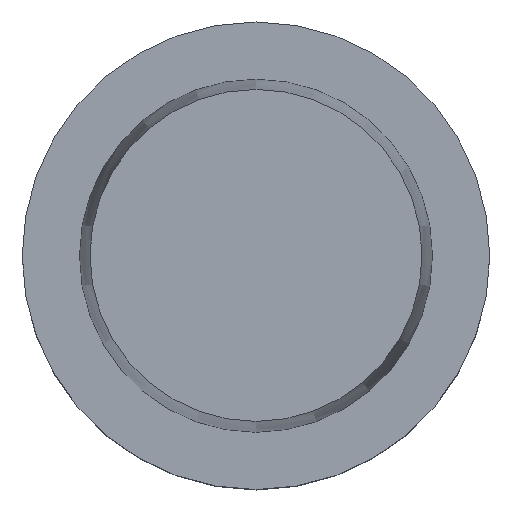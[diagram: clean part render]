
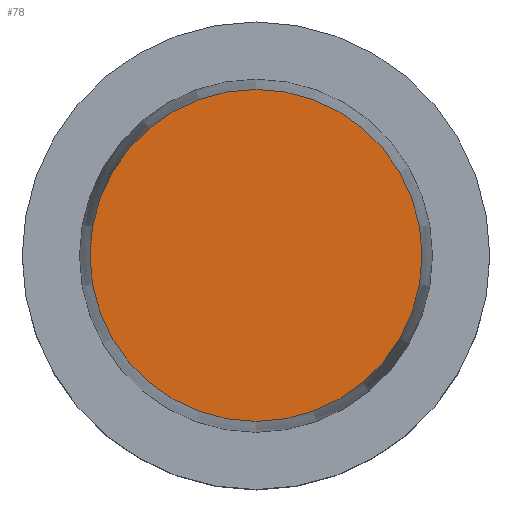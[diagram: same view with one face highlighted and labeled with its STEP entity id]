
A CAD part, top view. The second image highlights one B-rep face of the part: STEP entity #78.
In plain terms, the highlighted planar face has unit normal (0, 0, 1).
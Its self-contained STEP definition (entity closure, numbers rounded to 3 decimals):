
#78=ADVANCED_FACE('',(#103),#104,.T.);
#103=FACE_OUTER_BOUND('',#158,.T.);
#104=PLANE('',#159);
#158=EDGE_LOOP('',(#219));
#159=AXIS2_PLACEMENT_3D('',#220,#221,#222);
#219=ORIENTED_EDGE('',*,*,#301,.F.);
#220=CARTESIAN_POINT('',(0.,7.1,20.0));
#221=DIRECTION('',(0.,0.,1.0));
#222=DIRECTION('',(0.,-1.0,0.));
#301=EDGE_CURVE('',#322,#322,#323,.T.);
#322=VERTEX_POINT('',#358);
#323=CIRCLE('',#359,14.2);
#358=CARTESIAN_POINT('',(0.,14.2,20.0));
#359=AXIS2_PLACEMENT_3D('',#397,#398,#399);
#397=CARTESIAN_POINT('',(0.,0.,20.0));
#398=DIRECTION('',(0.,0.,-1.0));
#399=DIRECTION('',(0.,1.0,0.));
